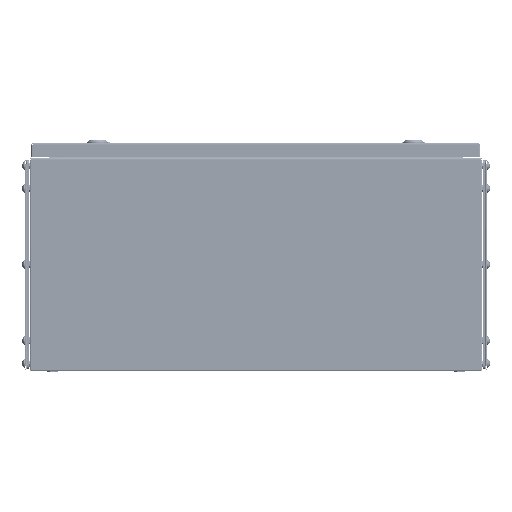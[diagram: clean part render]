
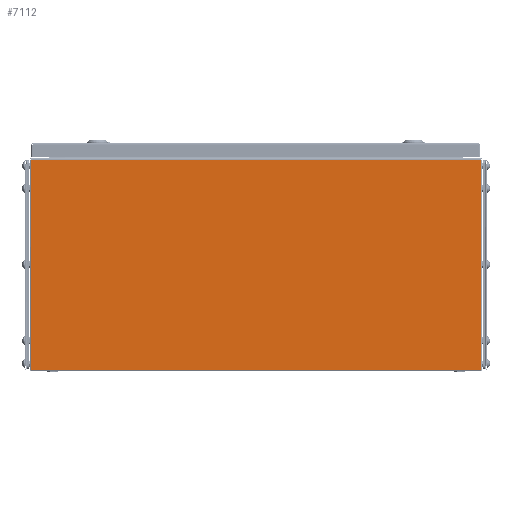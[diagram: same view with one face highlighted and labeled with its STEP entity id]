
A CAD part, left-side view. The second image highlights one B-rep face of the part: STEP entity #7112.
In plain terms, the highlighted planar face has unit normal (-1, 0, 0).
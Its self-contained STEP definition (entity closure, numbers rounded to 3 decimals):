
#1054 = CARTESIAN_POINT ( 'NONE',  ( -250., -295.5, 1. ) ) ;
#1188 = AXIS2_PLACEMENT_3D ( 'NONE', #2521, #22716, #49567 ) ;
#2257 = CARTESIAN_POINT ( 'NONE',  ( -250., 295.5, 1. ) ) ;
#2521 = CARTESIAN_POINT ( 'NONE',  ( -250., 0., 0. ) ) ;
#3511 = DIRECTION ( 'NONE',  ( 0., 0., 1. ) ) ;
#3966 = EDGE_CURVE ( 'NONE', #71280, #58451, #58868, .T. ) ;
#4246 = FACE_OUTER_BOUND ( 'NONE', #5234, .T. ) ;
#5066 = CARTESIAN_POINT ( 'NONE',  ( -250., -295.5, 277.5 ) ) ;
#5234 = EDGE_LOOP ( 'NONE', ( #48374, #69331, #16521, #59638 ) ) ;
#6271 = CARTESIAN_POINT ( 'NONE',  ( -250., -295.5, 277.5 ) ) ;
#7112 = ADVANCED_FACE ( 'NONE', ( #4246 ), #69366, .F. ) ;
#8400 = DIRECTION ( 'NONE',  ( 0., 1., 0. ) ) ;
#11178 = DIRECTION ( 'NONE',  ( 0., 1., 0. ) ) ;
#11970 = VECTOR ( 'NONE', #11178, 1000. ) ;
#13012 = DIRECTION ( 'NONE',  ( 0., 0., -1. ) ) ;
#14502 = CARTESIAN_POINT ( 'NONE',  ( -250., 295.5, 277.5 ) ) ;
#16521 = ORIENTED_EDGE ( 'NONE', *, *, #51611, .F. ) ;
#18217 = LINE ( 'NONE', #5066, #11970 ) ;
#18501 = CARTESIAN_POINT ( 'NONE',  ( -250., 295.5, 1. ) ) ;
#22716 = DIRECTION ( 'NONE',  ( 1., 0., 0. ) ) ;
#24519 = LINE ( 'NONE', #45627, #76454 ) ;
#25103 = VECTOR ( 'NONE', #8400, 1000. ) ;
#36912 = CARTESIAN_POINT ( 'NONE',  ( -250., -295.5, 0. ) ) ;
#45627 = CARTESIAN_POINT ( 'NONE',  ( -250., 295.5, 0. ) ) ;
#48374 = ORIENTED_EDGE ( 'NONE', *, *, #57854, .T. ) ;
#49567 = DIRECTION ( 'NONE',  ( 0., 0., -1. ) ) ;
#50641 = VERTEX_POINT ( 'NONE', #14502 ) ;
#51611 = EDGE_CURVE ( 'NONE', #71280, #70298, #55453, .T. ) ;
#55453 = LINE ( 'NONE', #2257, #25103 ) ;
#57854 = EDGE_CURVE ( 'NONE', #58451, #50641, #18217, .T. ) ;
#58451 = VERTEX_POINT ( 'NONE', #6271 ) ;
#58868 = LINE ( 'NONE', #36912, #63565 ) ;
#59638 = ORIENTED_EDGE ( 'NONE', *, *, #3966, .T. ) ;
#63565 = VECTOR ( 'NONE', #3511, 1000. ) ;
#67424 = EDGE_CURVE ( 'NONE', #50641, #70298, #24519, .T. ) ;
#69331 = ORIENTED_EDGE ( 'NONE', *, *, #67424, .T. ) ;
#69366 = PLANE ( 'NONE',  #1188 ) ;
#70298 = VERTEX_POINT ( 'NONE', #18501 ) ;
#71280 = VERTEX_POINT ( 'NONE', #1054 ) ;
#76454 = VECTOR ( 'NONE', #13012, 1000. ) ;
